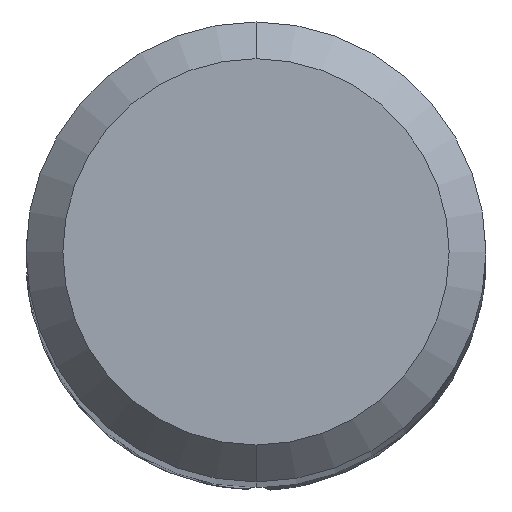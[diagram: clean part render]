
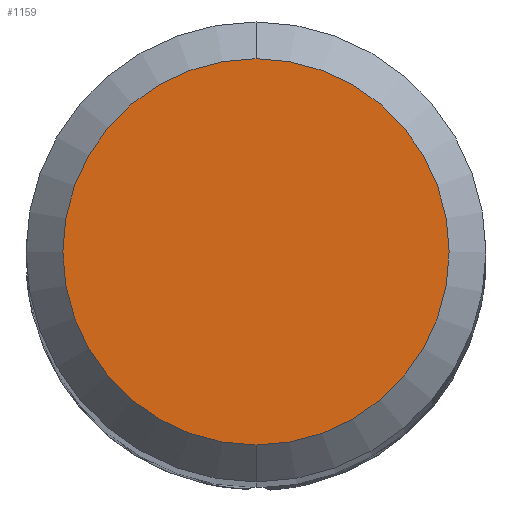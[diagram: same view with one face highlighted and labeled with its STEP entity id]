
A CAD part, top view. The second image highlights one B-rep face of the part: STEP entity #1159.
In plain terms, the highlighted planar face has unit normal (0, 0, 1).
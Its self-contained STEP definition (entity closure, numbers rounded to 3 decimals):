
#767=VERTEX_POINT('',#2204);
#1159=ADVANCED_FACE('',(#2626),#2627,.T.);
#1603=VERTEX_POINT('',#3114);
#1661=EDGE_CURVE('',#767,#1603,#3176,.T.);
#1921=EDGE_CURVE('',#1603,#767,#3459,.T.);
#2204=CARTESIAN_POINT('',(0.0,2.1,0.0));
#2626=FACE_OUTER_BOUND('',#6126,.T.);
#2627=PLANE('',#6127);
#3114=CARTESIAN_POINT('',(0.,-2.1,0.0));
#3176=CIRCLE('',#9426,2.1);
#3459=CIRCLE('',#11071,2.1);
#6126=EDGE_LOOP('',(#12548,#12549));
#6127=AXIS2_PLACEMENT_3D('',#12550,#12551,#12552);
#9426=AXIS2_PLACEMENT_3D('',#13153,#13154,#13155);
#11071=AXIS2_PLACEMENT_3D('',#13442,#13443,#13444);
#12548=ORIENTED_EDGE('',*,*,#1661,.F.);
#12549=ORIENTED_EDGE('',*,*,#1921,.F.);
#12550=CARTESIAN_POINT('',(0.0,1.05,0.0));
#12551=DIRECTION('',(-0.0,0.0,1.0));
#12552=DIRECTION('',(0.0,-1.0,0.0));
#13153=CARTESIAN_POINT('',(0.0,0.0,0.0));
#13154=DIRECTION('',(0.0,0.0,-1.0));
#13155=DIRECTION('',(0.0,1.0,0.0));
#13442=CARTESIAN_POINT('',(0.0,0.0,0.0));
#13443=DIRECTION('',(0.0,0.0,-1.0));
#13444=DIRECTION('',(0.0,1.0,0.0));
